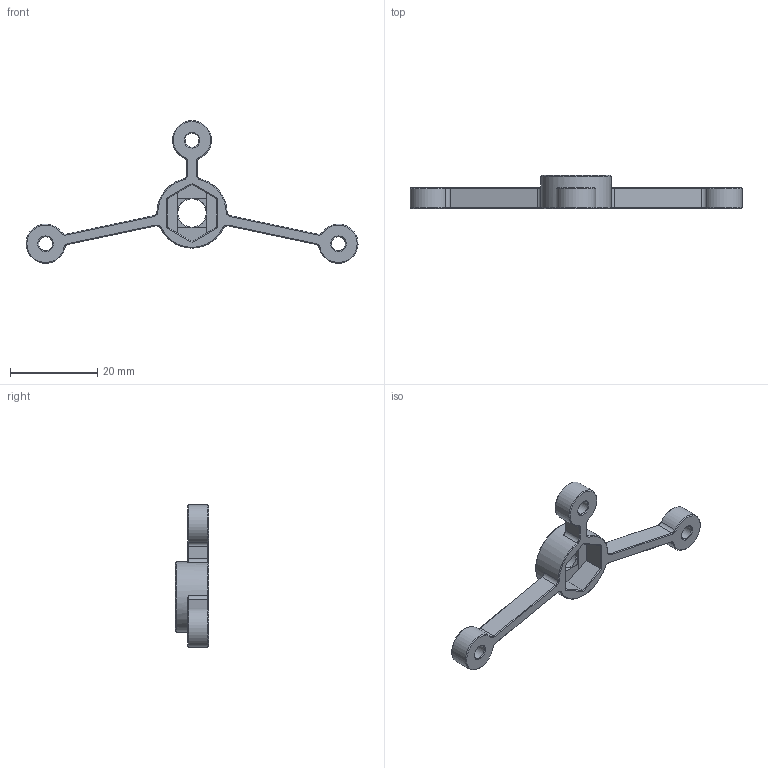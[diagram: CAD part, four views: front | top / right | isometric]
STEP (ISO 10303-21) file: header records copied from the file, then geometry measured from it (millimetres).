
FILE_DESCRIPTION(/* description */ (''),/* implementation_level */ '2;1');
FILE_NAME(/* name */ 'Altair-X Tripod Mount 20250403.step',/* time_stamp */ '2025-04-03T16:55:53+09:00',/* author */ (''),/* organization */ (''),/* preprocessor_version */ 'ST-DEVELOPER v20.1',/* originating_system */ 'Autodesk Translation Framework v14.4.0.0',/* authorisation */ '');
FILE_SCHEMA (('AUTOMOTIVE_DESIGN { 1 0 10303 214 3 1 1 }'));
Length unit declared in the file: millimetre
Products named in the file (3): Chassis C Reimport; Case; Component154
Assembly tree (2 placements, depth 2):
  Chassis C Reimport
    Case
    Component154
Bounding box: 76.03 x 7.6 x 32.69 mm (x, y, z)
Volume: 2104.2 mm3; surface area: 2478.1 mm2
Topology: 1 solids, 1 shells, 133 faces, 323 edges, 195 vertices
Faces by surface type: plane 76, cone 37, cylinder 20
Full cylindrical faces by diameter (mm): 3.2 x3, 6.5 x1, 16.063 x1
Entity records: 4070 total; most frequent: CARTESIAN_POINT 689, DIRECTION 681, ORIENTED_EDGE 646, EDGE_CURVE 323, LINE 227, VECTOR 227, AXIS2_PLACEMENT_3D 227, VERTEX_POINT 195
